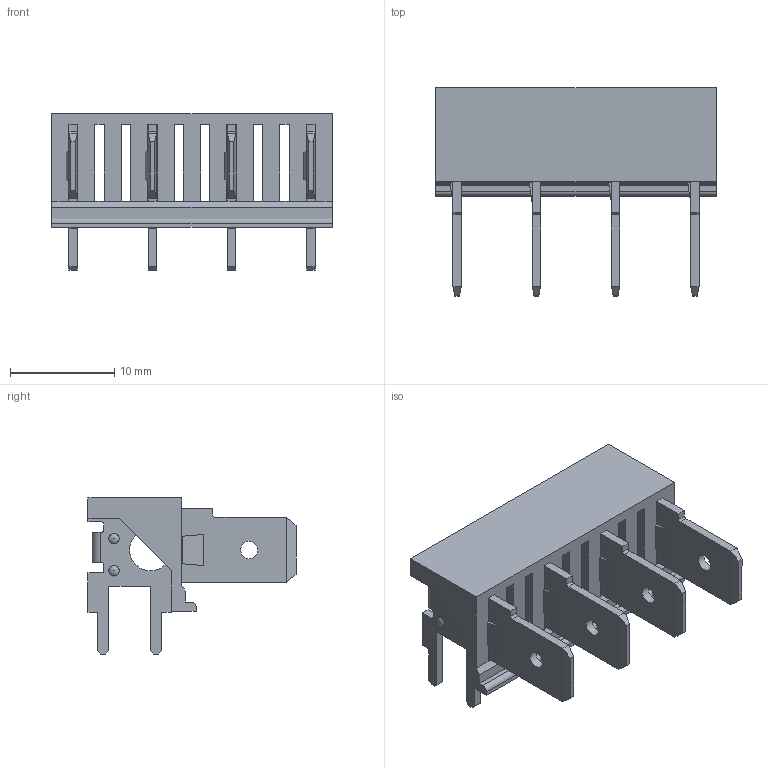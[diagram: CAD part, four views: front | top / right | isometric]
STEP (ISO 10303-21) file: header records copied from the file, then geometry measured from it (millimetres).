
FILE_DESCRIPTION(/* description */ ('Unknown'),/* implementation_level */ '2;1');
FILE_NAME(/* name */ 'J_Wurth_WR-FAST_638307122004',/* time_stamp */ '2025-06-19T15:43:57+08:00',/* author */ ('Unknown'),/* organization */ ('Unknown'),/* preprocessor_version */ 'ST-DEVELOPER v19.4',/* originating_system */ 'Solid Edge',/* authorisation */ 'Unknown');
FILE_SCHEMA (('AUTOMOTIVE_DESIGN {1 0 10303 214 3 1 1}'));
Length unit declared in the file: millimetre
Products named in the file (2): J_Wurth_WR-FAST_638307122004
Assembly tree (1 placements, depth 2):
  J_Wurth_WR-FAST_638307122004
    J_Wurth_WR-FAST_638307122004
Bounding box: 26.98 x 20 x 15 mm (x, y, z)
Volume: 1305.4 mm3; surface area: 2990.4 mm2
Topology: 1 solids, 1 shells, 330 faces, 984 edges, 628 vertices
Faces by surface type: plane 261, cylinder 45, cone 16, torus 8
Full cylindrical faces by diameter (mm): 1.65 x4, 4 x4
Entity records: 13052 total; most frequent: CARTESIAN_POINT 1896, ORIENTED_EDGE 1888, DIRECTION 1714, EDGE_CURVE 944, LINE 838, VECTOR 838, VERTEX_POINT 620, AXIS2_PLACEMENT_3D 438
